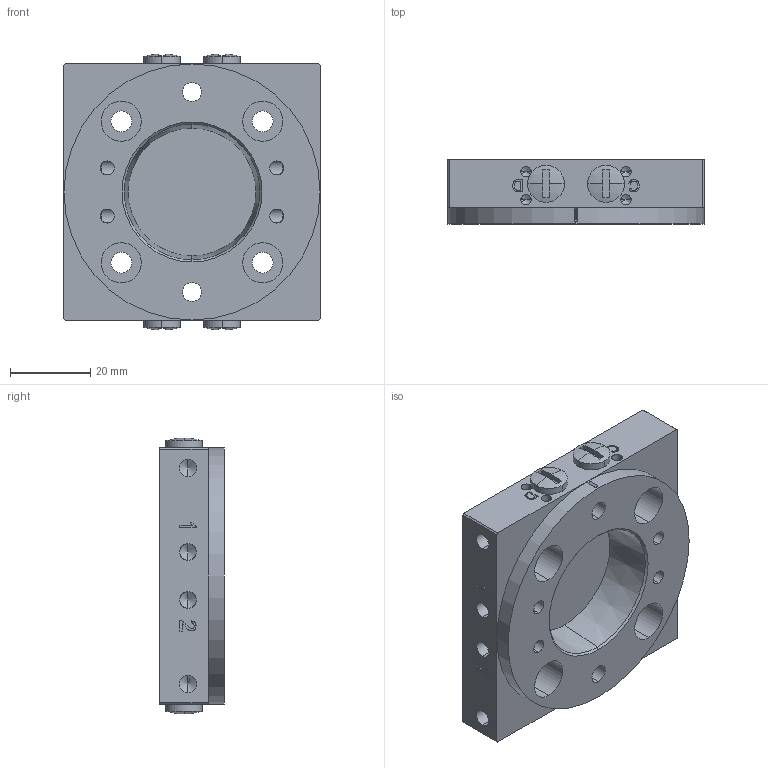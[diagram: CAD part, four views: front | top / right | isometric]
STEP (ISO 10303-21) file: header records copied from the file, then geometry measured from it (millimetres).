
FILE_DESCRIPTION (( 'STEP AP203' ), '1' );
FILE_NAME ('P0123.STEP', '2018-11-27T14:25:02', ( '' ), ( '' ), 'SwSTEP 2.0', 'SolidWorks 2017', '' );
FILE_SCHEMA (( 'CONFIG_CONTROL_DESIGN' ));
Length unit declared in the file: millimetre
Products named in the file (1): P0123
Bounding box: 64 x 16 x 68.96 mm (x, y, z)
Volume: 40571.8 mm3; surface area: 23424.3 mm2
Topology: 15 solids, 15 shells, 703 faces, 1766 edges, 1109 vertices
Faces by surface type: plane 290, cylinder 166, bspline 125, cone 114, sphere 8
Entity records: 27325 total; most frequent: CARTESIAN_POINT 11140, ORIENTED_EDGE 3452, DIRECTION 3024, EDGE_CURVE 1726, VERTEX_POINT 1109, VECTOR 1022, LINE 1022, AXIS2_PLACEMENT_3D 1001
